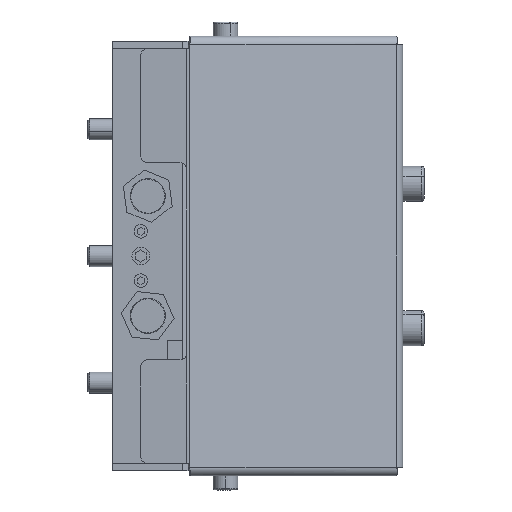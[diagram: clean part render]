
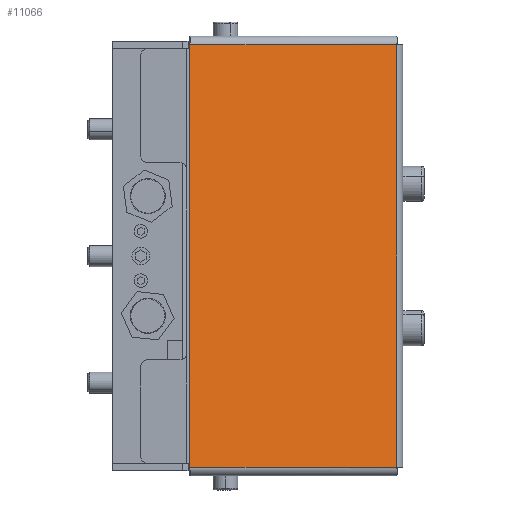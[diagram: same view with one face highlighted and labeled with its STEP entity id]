
A CAD part, left-side view. The second image highlights one B-rep face of the part: STEP entity #11066.
In plain terms, the highlighted planar face has unit normal (-0.956, -0.292, 0).
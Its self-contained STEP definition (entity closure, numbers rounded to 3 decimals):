
#56 = ORIENTED_EDGE ( 'NONE', *, *, #4760, .F. ) ;
#164 = VERTEX_POINT ( 'NONE', #11394 ) ;
#171 = DIRECTION ( 'NONE',  ( 0.292, -0.956, 0. ) ) ;
#243 = CARTESIAN_POINT ( 'NONE',  ( 2.739, -86.032, 60. ) ) ;
#272 = CARTESIAN_POINT ( 'NONE',  ( -19.949, -11.826, -59. ) ) ;
#298 = CARTESIAN_POINT ( 'NONE',  ( -19.919, -11.921, 60. ) ) ;
#315 = DIRECTION ( 'NONE',  ( 0., 0., 1. ) ) ;
#506 = LINE ( 'NONE', #10632, #7833 ) ;
#652 = LINE ( 'NONE', #4910, #9764 ) ;
#707 = VECTOR ( 'NONE', #171, 1000. ) ;
#748 = CARTESIAN_POINT ( 'NONE',  ( -1.939, -70.731, 60. ) ) ;
#751 = CARTESIAN_POINT ( 'NONE',  ( -19.919, -11.921, -59. ) ) ;
#835 = CARTESIAN_POINT ( 'NONE',  ( -19.949, -11.826, -59. ) ) ;
#899 = ORIENTED_EDGE ( 'NONE', *, *, #6729, .F. ) ;
#1657 = LINE ( 'NONE', #7169, #4074 ) ;
#1755 = LINE ( 'NONE', #7971, #4176 ) ;
#1898 = LINE ( 'NONE', #298, #11744 ) ;
#2036 = CARTESIAN_POINT ( 'NONE',  ( -1.939, -70.731, -60. ) ) ;
#2276 = VERTEX_POINT ( 'NONE', #10973 ) ;
#2548 = DIRECTION ( 'NONE',  ( 0.292, -0.956, 0. ) ) ;
#3433 = FACE_OUTER_BOUND ( 'NONE', #10742, .T. ) ;
#3652 = VERTEX_POINT ( 'NONE', #835 ) ;
#3770 = VERTEX_POINT ( 'NONE', #2036 ) ;
#3878 = EDGE_CURVE ( 'NONE', #7573, #5535, #652, .T. ) ;
#4048 = EDGE_CURVE ( 'NONE', #164, #2276, #506, .T. ) ;
#4074 = VECTOR ( 'NONE', #11592, 1000. ) ;
#4137 = VERTEX_POINT ( 'NONE', #748 ) ;
#4176 = VECTOR ( 'NONE', #5364, 1000. ) ;
#4203 = ORIENTED_EDGE ( 'NONE', *, *, #6077, .F. ) ;
#4260 = CARTESIAN_POINT ( 'NONE',  ( -19.919, -11.921, -60. ) ) ;
#4504 = LINE ( 'NONE', #272, #11667 ) ;
#4512 = EDGE_CURVE ( 'NONE', #3652, #5535, #4504, .T. ) ;
#4713 = AXIS2_PLACEMENT_3D ( 'NONE', #7251, #6630, #7457 ) ;
#4760 = EDGE_CURVE ( 'NONE', #3652, #164, #1657, .T. ) ;
#4910 = CARTESIAN_POINT ( 'NONE',  ( -19.919, -11.921, 60. ) ) ;
#5364 = DIRECTION ( 'NONE',  ( 0., 0., -1. ) ) ;
#5535 = VERTEX_POINT ( 'NONE', #751 ) ;
#5803 = DIRECTION ( 'NONE',  ( 0.292, -0.956, 0. ) ) ;
#5959 = VECTOR ( 'NONE', #8215, 1000. ) ;
#6077 = EDGE_CURVE ( 'NONE', #4137, #3770, #1755, .T. ) ;
#6320 = ORIENTED_EDGE ( 'NONE', *, *, #3878, .F. ) ;
#6630 = DIRECTION ( 'NONE',  ( 0.956, 0.292, 0. ) ) ;
#6718 = CARTESIAN_POINT ( 'NONE',  ( 2.739, -86.032, -60. ) ) ;
#6729 = EDGE_CURVE ( 'NONE', #2276, #9812, #1898, .T. ) ;
#7107 = ORIENTED_EDGE ( 'NONE', *, *, #7366, .F. ) ;
#7169 = CARTESIAN_POINT ( 'NONE',  ( -19.949, -11.826, -59. ) ) ;
#7251 = CARTESIAN_POINT ( 'NONE',  ( 2.739, -86.032, 58. ) ) ;
#7328 = PLANE ( 'NONE',  #4713 ) ;
#7366 = EDGE_CURVE ( 'NONE', #9812, #4137, #10077, .T. ) ;
#7457 = DIRECTION ( 'NONE',  ( 0., 0., 1. ) ) ;
#7573 = VERTEX_POINT ( 'NONE', #4260 ) ;
#7585 = DIRECTION ( 'NONE',  ( 0., 0., 1. ) ) ;
#7833 = VECTOR ( 'NONE', #2548, 1000. ) ;
#7971 = CARTESIAN_POINT ( 'NONE',  ( -1.939, -70.731, 58. ) ) ;
#8079 = LINE ( 'NONE', #6718, #5959 ) ;
#8215 = DIRECTION ( 'NONE',  ( -0.292, 0.956, 0. ) ) ;
#9596 = EDGE_CURVE ( 'NONE', #3770, #7573, #8079, .T. ) ;
#9599 = ORIENTED_EDGE ( 'NONE', *, *, #4512, .T. ) ;
#9764 = VECTOR ( 'NONE', #315, 1000. ) ;
#9812 = VERTEX_POINT ( 'NONE', #10860 ) ;
#10077 = LINE ( 'NONE', #243, #707 ) ;
#10280 = ORIENTED_EDGE ( 'NONE', *, *, #9596, .F. ) ;
#10580 = ORIENTED_EDGE ( 'NONE', *, *, #4048, .F. ) ;
#10632 = CARTESIAN_POINT ( 'NONE',  ( -19.949, -11.826, 59. ) ) ;
#10742 = EDGE_LOOP ( 'NONE', ( #4203, #7107, #899, #10580, #56, #9599, #6320, #10280 ) ) ;
#10860 = CARTESIAN_POINT ( 'NONE',  ( -19.919, -11.921, 60. ) ) ;
#10973 = CARTESIAN_POINT ( 'NONE',  ( -19.919, -11.921, 59. ) ) ;
#11066 = ADVANCED_FACE ( 'NONE', ( #3433 ), #7328, .F. ) ;
#11394 = CARTESIAN_POINT ( 'NONE',  ( -19.949, -11.826, 59. ) ) ;
#11592 = DIRECTION ( 'NONE',  ( 0., 0., 1. ) ) ;
#11667 = VECTOR ( 'NONE', #5803, 1000. ) ;
#11744 = VECTOR ( 'NONE', #7585, 1000. ) ;
